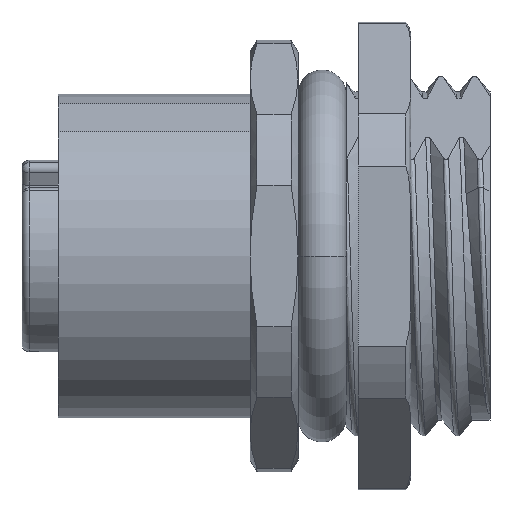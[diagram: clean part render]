
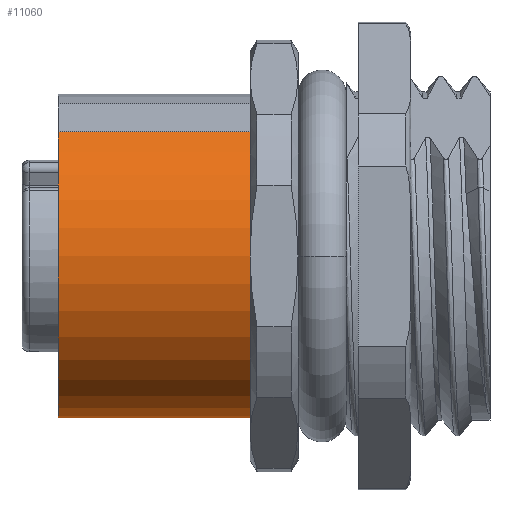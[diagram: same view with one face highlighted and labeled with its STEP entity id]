
A CAD part, left-side view. The second image highlights one B-rep face of the part: STEP entity #11060.
In plain terms, the highlighted cylindrical face has radius 6.75 mm (diameter 13.5 mm), a partial arc.
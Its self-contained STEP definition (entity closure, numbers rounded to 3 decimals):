
#452=CARTESIAN_POINT('',(0.,2.,0.));
#453=DIRECTION('',(0.,-1.,0.));
#454=DIRECTION('',(-0.641,0.,0.767));
#455=AXIS2_PLACEMENT_3D('',#452,#453,#454);
#457=DIRECTION('',(0.,-1.,0.));
#458=VECTOR('',#457,8.);
#459=CARTESIAN_POINT('',(2.323,10.,-6.338));
#460=LINE('',#459,#458);
#461=CARTESIAN_POINT('',(0.,10.,0.));
#462=DIRECTION('',(0.,1.,0.));
#463=DIRECTION('',(0.344,0.,-0.939));
#464=AXIS2_PLACEMENT_3D('',#461,#462,#463);
#466=DIRECTION('',(0.,1.,0.));
#467=VECTOR('',#466,8.);
#468=CARTESIAN_POINT('',(-4.327,2.,5.18));
#469=LINE('',#468,#467);
#9042=CARTESIAN_POINT('',(-4.327,10.,5.18));
#9044=VERTEX_POINT('',#9042);
#9045=CARTESIAN_POINT('',(2.323,10.,-6.338));
#9047=VERTEX_POINT('',#9045);
#9049=CARTESIAN_POINT('',(-4.327,2.,5.18));
#9050=VERTEX_POINT('',#9049);
#9055=CARTESIAN_POINT('',(2.323,2.,-6.338));
#9056=VERTEX_POINT('',#9055);
#11048=CARTESIAN_POINT('',(0.,2.,0.));
#11049=DIRECTION('',(0.,1.,0.));
#11050=DIRECTION('',(-0.866,0.,-0.5));
#11051=AXIS2_PLACEMENT_3D('',#11048,#11049,#11050);
#11052=CYLINDRICAL_SURFACE('',#11051,6.75);
#11053=ORIENTED_EDGE('',*,*,#10719,.T.);
#11055=ORIENTED_EDGE('',*,*,#11054,.F.);
#11056=ORIENTED_EDGE('',*,*,#11021,.T.);
#11057=ORIENTED_EDGE('',*,*,#11043,.F.);
#11058=EDGE_LOOP('',(#11053,#11055,#11056,#11057));
#11059=FACE_OUTER_BOUND('',#11058,.F.);
#456=CIRCLE('',#455,6.75);
#465=CIRCLE('',#464,6.75);
#10719=EDGE_CURVE('',#9050,#9056,#456,.T.);
#11021=EDGE_CURVE('',#9047,#9044,#465,.T.);
#11043=EDGE_CURVE('',#9050,#9044,#469,.T.);
#11054=EDGE_CURVE('',#9047,#9056,#460,.T.);
#11060=ADVANCED_FACE('',(#11059),#11052,.T.);
